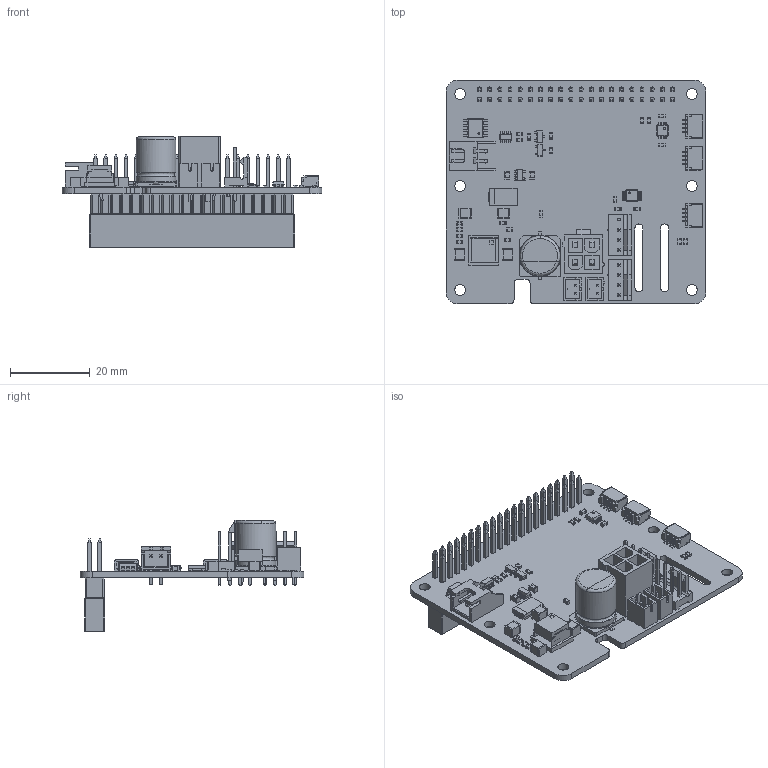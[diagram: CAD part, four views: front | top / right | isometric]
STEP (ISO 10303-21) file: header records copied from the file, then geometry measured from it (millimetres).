
FILE_DESCRIPTION(('KiCad electronic assembly'),'2;1');
FILE_NAME('pi-HAT-IO.step','2024-03-04T10:55:44',('Pcbnew'),('Kicad'), 'Open CASCADE STEP processor 7.7','KiCad to STEP converter','Unknown' );
FILE_SCHEMA(('AUTOMOTIVE_DESIGN { 1 0 10303 214 1 1 1 1 }'));
Length unit declared in the file: millimetre
Products named in the file (82): pi-HAT-IO 1; R_0603_1608Metric; C_0603_1608Metric; SSOP-8_2.95x2.8mm_P0.65mm; SSOP_8_295x28mm_P065mm; 0039288040; 0039288040_1; SOT-23-6; SOT_23_6; CP_EIA-7343-15_Kemet-W; CP_EIA_7343_15_Kemet_W; C_0805_2012Metric; SM04B-SRSS-TB; SM04B-SRSS-TB(LF)(SN); JST_XH_S2B-XH-A_1x02_P2.50mm_Horizontal; JST_S2B_XH_A; SOT-23; SOT_23; JST_PH_B2B-PH-K_1x02_P2.00mm_Vertical; JST_B2B_PH_K; PMU8000; Inductor; PCB; C_1210_3225Metric; FanPinHeader_1x04_P2.54mm_Vertical; Fan_Pin_Header_Straight_1x04; MSOP-10_3x3mm_P0.5mm; MSOP_10_3x3mm_P05mm; SO-8_3.9x4.9mm_P1.27mm; CQ assembly; CP_Elec_10x12.6; CP_Elec_10x126; SOT-23-5; SOT_23_5; SPFN-16754; Part 39; Part 1; Part 2; Part 3; Part 4 ...
Assembly tree (110 placements, depth 3):
  pi-HAT-IO 1
    R_0603_1608Metric  x17
      R_0603_1608Metric
    C_0603_1608Metric  x5
      C_0603_1608Metric
    SSOP-8_2.95x2.8mm_P0.65mm
      SSOP_8_295x28mm_P065mm
    0039288040
      0039288040_1
    SOT-23-6
      SOT_23_6
    CP_EIA-7343-15_Kemet-W
      CP_EIA_7343_15_Kemet_W
    C_0805_2012Metric  x2
      C_0805_2012Metric
    SM04B-SRSS-TB  x3
      SM04B-SRSS-TB(LF)(SN)
    JST_XH_S2B-XH-A_1x02_P2.50mm_Horizontal
      JST_S2B_XH_A
    SOT-23  x2
      SOT_23
    JST_PH_B2B-PH-K_1x02_P2.00mm_Vertical  x2
      JST_B2B_PH_K
    PMU8000
      Inductor
      PCB
    C_1210_3225Metric  x4
      C_1210_3225Metric
    FanPinHeader_1x04_P2.54mm_Vertical  x2
      Fan_Pin_Header_Straight_1x04
    MSOP-10_3x3mm_P0.5mm
      MSOP_10_3x3mm_P05mm
    SO-8_3.9x4.9mm_P1.27mm
      CQ assembly
    CP_Elec_10x12.6
      CP_Elec_10x126
    SOT-23-5
      SOT_23_5
    SPFN-16754
      Part 39
      Part 1
      Part 2
      Part 3
      Part 4
      Part 5
      Part 6
      Part 7
      Part 8
      Part 9
      Part 10
      Part 11
      Part 12
      Part 13
      Part 14
      Part 15
      Part 16
      Part 17
      Part 18
      Part 19
      Part 20
Bounding box: 65 x 56 x 28 mm (x, y, z)
Volume: 11888.1 mm3; surface area: 18141 mm2
Topology: 118 solids, 118 shells, 4145 faces, 10530 edges, 6729 vertices
Faces by surface type: plane 3257, cylinder 678, bspline 205, torus 4, revolution 1
Full cylindrical faces by diameter (mm): 0.4 x2, 0.5 x2, 0.75 x4, 1 x42, 1.02 x8, 1.1 x2, 1.4 x4, 2.7 x6, 10 x2
Entity records: 90914 total; most frequent: CARTESIAN_POINT 15104, ORIENTED_EDGE 13820, DIRECTION 12865, EDGE_CURVE 6910, LINE 5968, VECTOR 5968, VERTEX_POINT 4363, AXIS2_PLACEMENT_3D 3448
